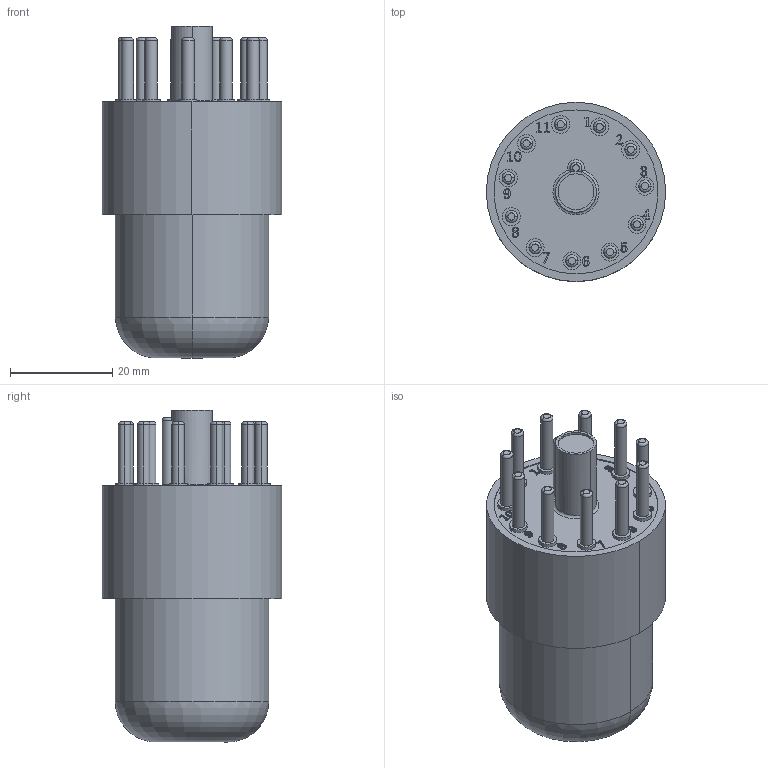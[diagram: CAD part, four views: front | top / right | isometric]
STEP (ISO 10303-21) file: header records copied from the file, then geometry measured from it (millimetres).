
FILE_DESCRIPTION (( 'STEP AP214' ), '1' );
FILE_NAME ('??-1.STEP', '2023-10-29T20:35:25', ( '' ), ( '' ), 'SwSTEP 2.0', 'SolidWorks 2023', '' );
FILE_SCHEMA (( 'AUTOMOTIVE_DESIGN' ));
Length unit declared in the file: millimetre
Products named in the file (4): ИН-1_Dome; ИН-1_Pin; ИН-1; ИН-1_Base
Assembly tree (13 placements, depth 2):
  ИН-1
    ИН-1_Base
    ИН-1_Dome
    ИН-1_Pin  x11
Bounding box: 35 x 35 x 64.8 mm (x, y, z)
Volume: 23901.7 mm3; surface area: 12008.3 mm2
Topology: 13 solids, 13 shells, 408 faces, 979 edges, 642 vertices
Faces by surface type: plane 150, bspline 147, cylinder 80, torus 31
Entity records: 15969 total; most frequent: CARTESIAN_POINT 8954, ORIENTED_EDGE 1638, DIRECTION 994, EDGE_CURVE 819, VERTEX_POINT 542, LINE 422, VECTOR 422, EDGE_LOOP 353
